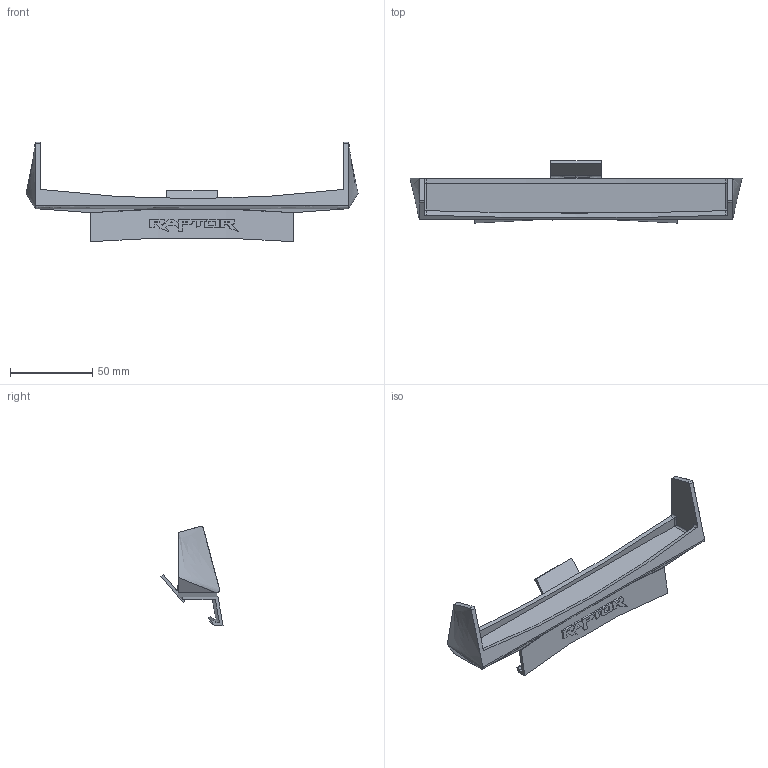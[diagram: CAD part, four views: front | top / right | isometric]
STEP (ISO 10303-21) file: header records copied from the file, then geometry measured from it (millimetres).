
FILE_DESCRIPTION(('FreeCAD Model'),'2;1');
FILE_NAME('Open CASCADE Shape Model','2025-05-04T20:48:33',('FreeCAD'),( 'FreeCAD'),'Open CASCADE STEP processor 7.6','FreeCAD','Unknown');
FILE_SCHEMA(('AUTOMOTIVE_DESIGN { 1 0 10303 214 1 1 1 1 }'));
Length unit declared in the file: millimetre
Products named in the file (1): Open CASCADE STEP translator 7.6 1
Bounding box: 202.04 x 37.78 x 60.42 mm (x, y, z)
Volume: 41169.3 mm3; surface area: 34871.6 mm2
Topology: 9 solids, 9 shells, 306 faces, 829 edges, 546 vertices
Faces by surface type: bspline 306
Entity records: 10989 total; most frequent: CARTESIAN_POINT 6034, ORIENTED_EDGE 1650, EDGE_CURVE 825, B_SPLINE_CURVE_WITH_KNOTS 691, VERTEX_POINT 546, FACE_BOUND 325, EDGE_LOOP 325, ADVANCED_FACE 306
